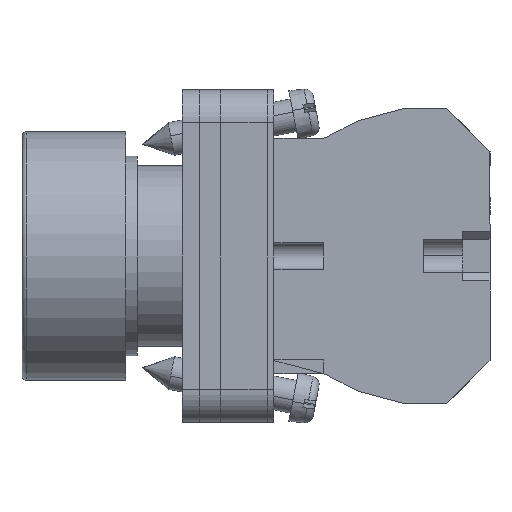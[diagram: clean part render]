
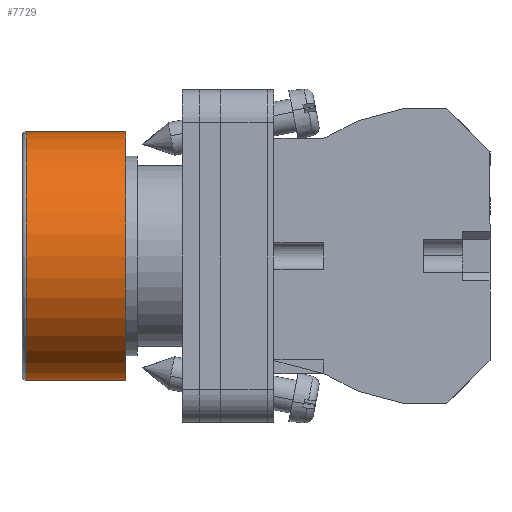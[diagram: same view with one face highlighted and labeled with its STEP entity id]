
A CAD part, left-side view. The second image highlights one B-rep face of the part: STEP entity #7729.
In plain terms, the highlighted cylindrical face has radius 14.925 mm (diameter 29.85 mm), a partial arc.
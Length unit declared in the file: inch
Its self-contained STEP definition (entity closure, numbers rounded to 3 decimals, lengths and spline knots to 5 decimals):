
#75 = EDGE_CURVE ( 'NONE', #9035, #2142, #2277, .T. ) ;
#196 = CARTESIAN_POINT ( 'NONE',  ( 0., 0.44843, 0. ) ) ;
#370 = VECTOR ( 'NONE', #4319, 39.37008 ) ;
#577 = AXIS2_PLACEMENT_3D ( 'NONE', #1077, #7409, #12454 ) ;
#996 = LINE ( 'NONE', #6317, #370 ) ;
#1077 = CARTESIAN_POINT ( 'NONE',  ( 0., 0.92126, 0. ) ) ;
#1194 = DIRECTION ( 'NONE',  ( 0., 0., 1. ) ) ;
#1328 = DIRECTION ( 'NONE',  ( 0., 0., -1. ) ) ;
#1455 = CARTESIAN_POINT ( 'NONE',  ( 0., 0.92126, 0.5876 ) ) ;
#1528 = ORIENTED_EDGE ( 'NONE', *, *, #75, .T. ) ;
#2098 = CIRCLE ( 'NONE', #7725, 0.5876 ) ;
#2142 = VERTEX_POINT ( 'NONE', #7465 ) ;
#2277 = CIRCLE ( 'NONE', #577, 0.5876 ) ;
#2305 = EDGE_LOOP ( 'NONE', ( #7745, #1528, #10585, #2564 ) ) ;
#2350 = FACE_OUTER_BOUND ( 'NONE', #2305, .T. ) ;
#2564 = ORIENTED_EDGE ( 'NONE', *, *, #5617, .T. ) ;
#3348 = DIRECTION ( 'NONE',  ( 0., -1., 0. ) ) ;
#3995 = EDGE_CURVE ( 'NONE', #9035, #9174, #996, .T. ) ;
#4319 = DIRECTION ( 'NONE',  ( 0., -1., 0. ) ) ;
#4353 = CARTESIAN_POINT ( 'NONE',  ( 0., 3.67379, -0.5876 ) ) ;
#4692 = CYLINDRICAL_SURFACE ( 'NONE', #12174, 0.5876 ) ;
#5617 = EDGE_CURVE ( 'NONE', #12578, #9174, #2098, .T. ) ;
#6317 = CARTESIAN_POINT ( 'NONE',  ( 0., 3.67379, 0.5876 ) ) ;
#6356 = DIRECTION ( 'NONE',  ( 0., -1., 0. ) ) ;
#7191 = DIRECTION ( 'NONE',  ( 0., 1., 0. ) ) ;
#7409 = DIRECTION ( 'NONE',  ( 0., -1., 0. ) ) ;
#7465 = CARTESIAN_POINT ( 'NONE',  ( 0., 0.92126, -0.5876 ) ) ;
#7725 = AXIS2_PLACEMENT_3D ( 'NONE', #196, #7191, #1194 ) ;
#7729 = ADVANCED_FACE ( 'NONE', ( #2350 ), #4692, .T. ) ;
#7736 = EDGE_CURVE ( 'NONE', #2142, #12578, #12634, .T. ) ;
#7745 = ORIENTED_EDGE ( 'NONE', *, *, #3995, .F. ) ;
#8312 = CARTESIAN_POINT ( 'NONE',  ( 0., 3.67379, 0. ) ) ;
#8994 = CARTESIAN_POINT ( 'NONE',  ( 0., 0.44843, -0.5876 ) ) ;
#9035 = VERTEX_POINT ( 'NONE', #1455 ) ;
#9174 = VERTEX_POINT ( 'NONE', #11712 ) ;
#10585 = ORIENTED_EDGE ( 'NONE', *, *, #7736, .T. ) ;
#11712 = CARTESIAN_POINT ( 'NONE',  ( 0., 0.44843, 0.5876 ) ) ;
#12174 = AXIS2_PLACEMENT_3D ( 'NONE', #8312, #3348, #1328 ) ;
#12317 = VECTOR ( 'NONE', #6356, 39.37008 ) ;
#12454 = DIRECTION ( 'NONE',  ( 0., 0., -1. ) ) ;
#12578 = VERTEX_POINT ( 'NONE', #8994 ) ;
#12634 = LINE ( 'NONE', #4353, #12317 ) ;
